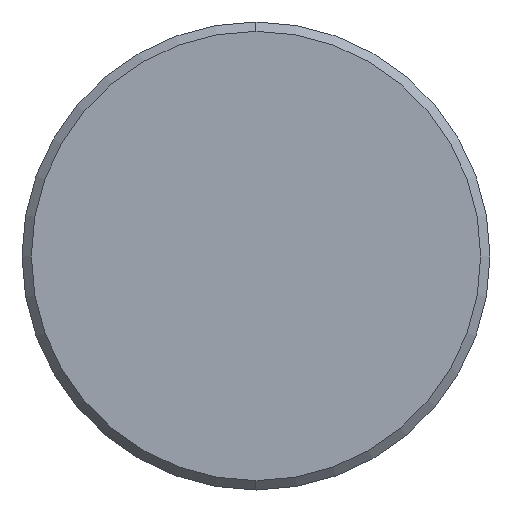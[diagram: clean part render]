
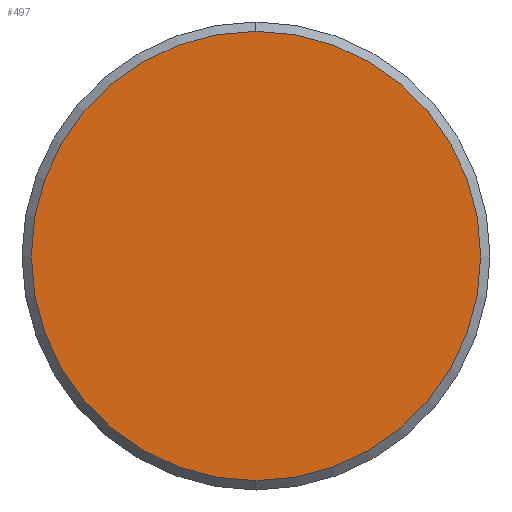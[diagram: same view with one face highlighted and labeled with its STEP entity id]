
A CAD part, left-side view. The second image highlights one B-rep face of the part: STEP entity #497.
In plain terms, the highlighted planar face has unit normal (-1, 0, 0).
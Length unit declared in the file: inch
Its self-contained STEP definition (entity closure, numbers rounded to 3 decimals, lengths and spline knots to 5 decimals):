
#46 = AXIS2_PLACEMENT_3D ( 'NONE', #1031, #392, #1128 ) ;
#49 = PLANE ( 'NONE',  #1258 ) ;
#93 = CARTESIAN_POINT ( 'NONE',  ( 0., 0., 0.48 ) ) ;
#158 = DIRECTION ( 'NONE',  ( -1., 0., 0. ) ) ;
#190 = ORIENTED_EDGE ( 'NONE', *, *, #626, .F. ) ;
#392 = DIRECTION ( 'NONE',  ( 1., 0., 0. ) ) ;
#460 = CIRCLE ( 'NONE', #46, 0.48 ) ;
#478 = CIRCLE ( 'NONE', #517, 0.48 ) ;
#497 = ADVANCED_FACE ( 'NONE', ( #1164 ), #49, .T. ) ;
#517 = AXIS2_PLACEMENT_3D ( 'NONE', #570, #1320, #681 ) ;
#551 = EDGE_LOOP ( 'NONE', ( #190, #599 ) ) ;
#570 = CARTESIAN_POINT ( 'NONE',  ( 0., 0., 0. ) ) ;
#599 = ORIENTED_EDGE ( 'NONE', *, *, #939, .F. ) ;
#626 = EDGE_CURVE ( 'NONE', #1322, #1015, #478, .T. ) ;
#681 = DIRECTION ( 'NONE',  ( 0., 0., -1. ) ) ;
#891 = DIRECTION ( 'NONE',  ( 0., 0., 1. ) ) ;
#939 = EDGE_CURVE ( 'NONE', #1015, #1322, #460, .T. ) ;
#943 = CARTESIAN_POINT ( 'NONE',  ( 0., 0., -0.48 ) ) ;
#1015 = VERTEX_POINT ( 'NONE', #93 ) ;
#1031 = CARTESIAN_POINT ( 'NONE',  ( 0., 0., 0. ) ) ;
#1128 = DIRECTION ( 'NONE',  ( 0., 0., -1. ) ) ;
#1164 = FACE_OUTER_BOUND ( 'NONE', #551, .T. ) ;
#1206 = CARTESIAN_POINT ( 'NONE',  ( 0., 0.5, 0. ) ) ;
#1258 = AXIS2_PLACEMENT_3D ( 'NONE', #1206, #158, #891 ) ;
#1320 = DIRECTION ( 'NONE',  ( 1., 0., 0. ) ) ;
#1322 = VERTEX_POINT ( 'NONE', #943 ) ;
